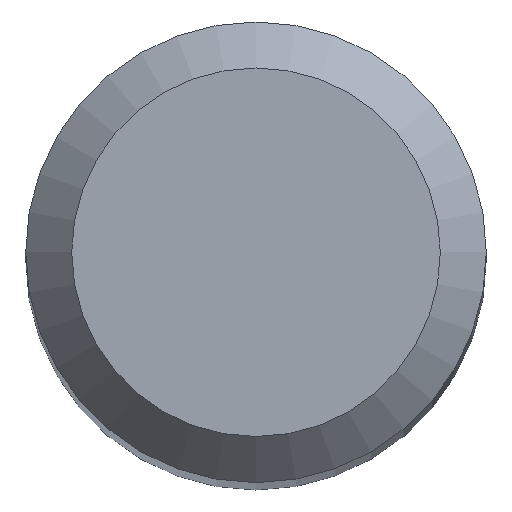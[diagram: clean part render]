
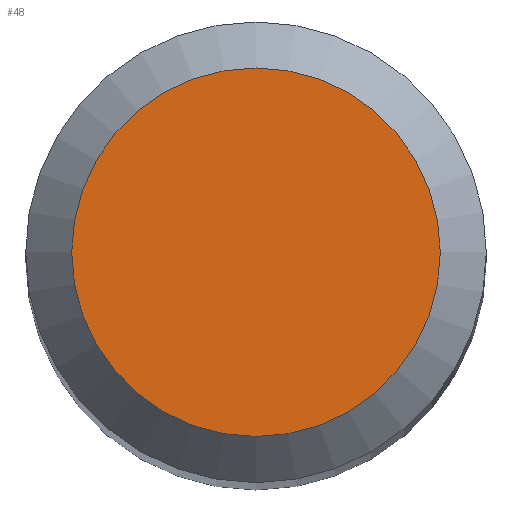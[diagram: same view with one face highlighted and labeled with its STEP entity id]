
A CAD part, top view. The second image highlights one B-rep face of the part: STEP entity #48.
In plain terms, the highlighted planar face has unit normal (0, 0, 1).
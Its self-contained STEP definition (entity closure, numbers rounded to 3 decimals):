
#32 = ORIENTED_EDGE ( 'NONE', *, *, #195, .F. ) ;
#38 = FACE_OUTER_BOUND ( 'NONE', #124, .T. ) ;
#48 = ADVANCED_FACE ( 'NONE', ( #38 ), #111, .F. ) ;
#63 = VERTEX_POINT ( 'NONE', #115 ) ;
#73 = DIRECTION ( 'NONE',  ( 0., 1., 0. ) ) ;
#105 = CARTESIAN_POINT ( 'NONE',  ( 0., 0., 38. ) ) ;
#108 = DIRECTION ( 'NONE',  ( 0., 0., -1. ) ) ;
#111 = PLANE ( 'NONE',  #218 ) ;
#113 = AXIS2_PLACEMENT_3D ( 'NONE', #183, #168, #73 ) ;
#115 = CARTESIAN_POINT ( 'NONE',  ( 0., 1.2, 38. ) ) ;
#124 = EDGE_LOOP ( 'NONE', ( #32 ) ) ;
#168 = DIRECTION ( 'NONE',  ( 0., 0., -1. ) ) ;
#181 = DIRECTION ( 'NONE',  ( 0., 1., 0. ) ) ;
#183 = CARTESIAN_POINT ( 'NONE',  ( 0., 0., 38. ) ) ;
#195 = EDGE_CURVE ( 'NONE', #63, #63, #204, .T. ) ;
#204 = CIRCLE ( 'NONE', #113, 1.2 ) ;
#218 = AXIS2_PLACEMENT_3D ( 'NONE', #105, #108, #181 ) ;
